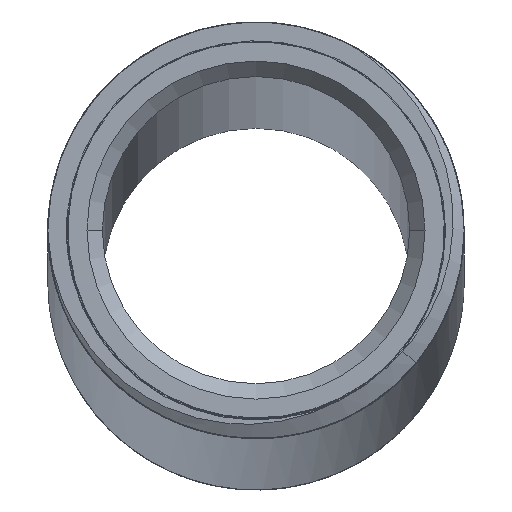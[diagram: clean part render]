
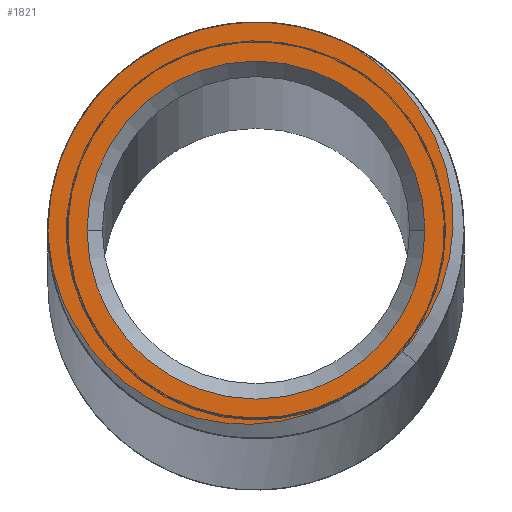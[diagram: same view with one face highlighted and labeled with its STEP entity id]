
A CAD part, top view. The second image highlights one B-rep face of the part: STEP entity #1821.
In plain terms, the highlighted planar face has unit normal (0, 0, 1).
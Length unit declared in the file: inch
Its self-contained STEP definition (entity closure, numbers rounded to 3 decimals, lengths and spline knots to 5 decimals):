
#75=CARTESIAN_POINT('',(0.,0.,30.));
#76=DIRECTION('',(0.,0.,-1.));
#77=DIRECTION('',(-1.,0.,0.));
#78=AXIS2_PLACEMENT_3D('',#75,#76,#77);
#80=CARTESIAN_POINT('',(0.,0.,30.));
#81=DIRECTION('',(0.,0.,-1.));
#82=DIRECTION('',(1.,0.,0.));
#83=AXIS2_PLACEMENT_3D('',#80,#81,#82);
#85=CARTESIAN_POINT('',(0.22277,-0.30662,30.));
#86=CARTESIAN_POINT('',(0.26261,-0.28069,30.));
#87=CARTESIAN_POINT('',(0.32775,-0.2182,30.));
#88=CARTESIAN_POINT('',(0.38982,-0.09389,30.));
#89=CARTESIAN_POINT('',(0.40516,0.04575,30.));
#90=CARTESIAN_POINT('',(0.37144,0.18491,30.));
#91=CARTESIAN_POINT('',(0.28972,0.30599,30.));
#92=CARTESIAN_POINT('',(0.2128,0.36291,30.));
#93=CARTESIAN_POINT('',(0.16735,0.38522,30.));
#95=CARTESIAN_POINT('',(-0.4207,-0.00393,
29.9995));
#96=CARTESIAN_POINT('',(-0.41764,-0.05394,
29.9995));
#97=CARTESIAN_POINT('',(-0.39816,-0.14992,
30.00023));
#98=CARTESIAN_POINT('',(-0.31121,-0.27827,
29.99994));
#99=CARTESIAN_POINT('',(-0.18819,-0.36424,
30.00002));
#100=CARTESIAN_POINT('',(-0.04415,-0.4005,
30.));
#101=CARTESIAN_POINT('',(0.10227,-0.3814,
30.));
#102=CARTESIAN_POINT('',(0.1846,-0.33753,30.));
#103=CARTESIAN_POINT('',(0.22277,-0.30662,30.));
#105=CARTESIAN_POINT('',(0.16735,0.38522,30.));
#106=CARTESIAN_POINT('',(0.14907,0.39316,30.));
#107=CARTESIAN_POINT('',(0.11179,0.4063,30.));
#108=CARTESIAN_POINT('',(0.05331,0.41802,30.));
#109=CARTESIAN_POINT('',(-0.00614,0.42136,
30.));
#110=CARTESIAN_POINT('',(-0.0655,0.41628,
30.));
#111=CARTESIAN_POINT('',(-0.12354,0.40289,
30.));
#112=CARTESIAN_POINT('',(-0.17911,0.38144,
30.));
#113=CARTESIAN_POINT('',(-0.23111,0.35238,
30.));
#114=CARTESIAN_POINT('',(-0.27848,0.31627,
30.));
#115=CARTESIAN_POINT('',(-0.3203,0.27385,
30.));
#116=CARTESIAN_POINT('',(-0.35572,0.22594,
30.));
#117=CARTESIAN_POINT('',(-0.38399,0.17356,
30.00002));
#118=CARTESIAN_POINT('',(-0.40473,0.11755,
29.99994));
#119=CARTESIAN_POINT('',(-0.41687,0.05981,
30.00023));
#120=CARTESIAN_POINT('',(-0.4207,0.01897,
29.9995));
#121=CARTESIAN_POINT('',(-0.4207,-0.00393,
29.9995));
#1613=CARTESIAN_POINT('',(-0.341,0.,30.));
#1614=CARTESIAN_POINT('',(0.341,0.,30.));
#1615=VERTEX_POINT('',#1613);
#1616=VERTEX_POINT('',#1614);
#1632=VERTEX_POINT('',#85);
#1633=VERTEX_POINT('',#93);
#1634=VERTEX_POINT('',#95);
#1803=CARTESIAN_POINT('',(0.,0.,30.));
#1804=DIRECTION('',(0.,0.,1.));
#1805=DIRECTION('',(1.,0.,0.));
#1806=AXIS2_PLACEMENT_3D('',#1803,#1804,#1805);
#1807=PLANE('',#1806);
#1809=ORIENTED_EDGE('',*,*,#1808,.F.);
#1811=ORIENTED_EDGE('',*,*,#1810,.F.);
#1813=ORIENTED_EDGE('',*,*,#1812,.F.);
#1814=EDGE_LOOP('',(#1809,#1811,#1813));
#1815=FACE_OUTER_BOUND('',#1814,.F.);
#1817=ORIENTED_EDGE('',*,*,#1816,.F.);
#1818=ORIENTED_EDGE('',*,*,#1793,.F.);
#1819=EDGE_LOOP('',(#1817,#1818));
#1820=FACE_BOUND('',#1819,.F.);
#1821=ADVANCED_FACE('',(#1815,#1820),#1807,.T.);
#79=CIRCLE('',#78,0.341);
#84=CIRCLE('',#83,0.341);
#94=B_SPLINE_CURVE_WITH_KNOTS('',3,(#85,#86,#87,#88,#89,#90,#91,#92,#93),
.UNSPECIFIED.,.F.,.F.,(4,1,1,1,1,1,4),(0.,0.16667,0.33333,
0.5,0.66667,0.83333,1.),.UNSPECIFIED.);
#104=B_SPLINE_CURVE_WITH_KNOTS('',3,(#95,#96,#97,#98,#99,#100,#101,#102,#103),
.UNSPECIFIED.,.F.,.F.,(4,1,1,1,1,1,4),(0.,0.16667,0.33333,
0.5,0.66667,0.83333,1.),.UNSPECIFIED.);
#122=B_SPLINE_CURVE_WITH_KNOTS('',3,(#105,#106,#107,#108,#109,#110,#111,#112,
#113,#114,#115,#116,#117,#118,#119,#120,#121),.UNSPECIFIED.,.F.,.F.,(4,1,1,1,1,
1,1,1,1,1,1,1,1,1,4),(0.,0.07143,0.14286,
0.21429,0.28571,0.35714,0.42857,0.5,
0.57143,0.64286,0.71429,0.78571,
0.85714,0.92857,1.),.UNSPECIFIED.);
#1793=EDGE_CURVE('',#1616,#1615,#84,.T.);
#1808=EDGE_CURVE('',#1632,#1633,#94,.T.);
#1810=EDGE_CURVE('',#1634,#1632,#104,.T.);
#1812=EDGE_CURVE('',#1633,#1634,#122,.T.);
#1816=EDGE_CURVE('',#1615,#1616,#79,.T.);
